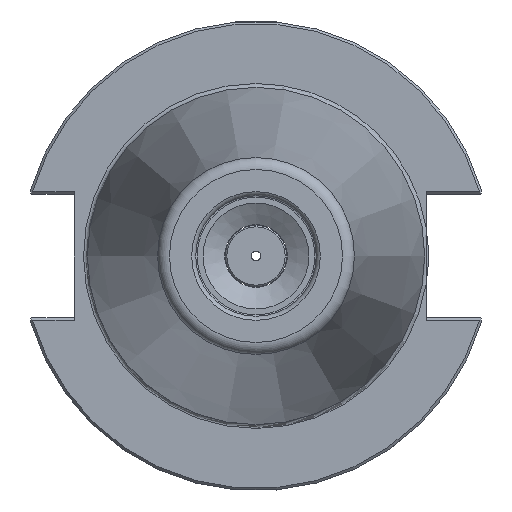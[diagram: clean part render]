
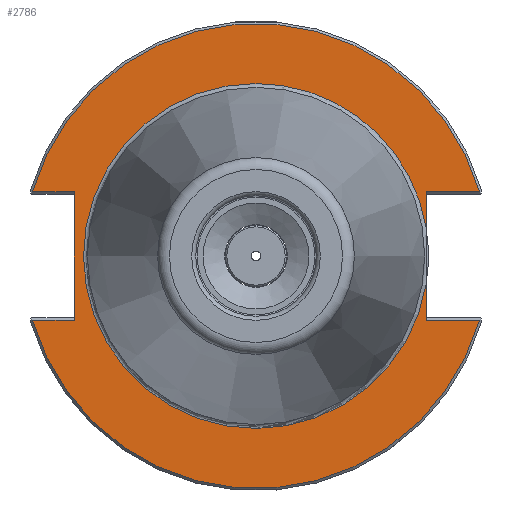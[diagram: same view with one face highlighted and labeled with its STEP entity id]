
A CAD part, left-side view. The second image highlights one B-rep face of the part: STEP entity #2786.
In plain terms, the highlighted planar face has unit normal (-1, 0, 0).
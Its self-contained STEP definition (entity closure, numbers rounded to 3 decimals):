
#196=PLANE('',#3015);
#289=FACE_OUTER_BOUND('',#450,.T.);
#450=EDGE_LOOP('',(#1979,#1980,#1981,#1982,#1983,#1984,#1985,#1986,#1987,
#1988,#1989));
#614=LINE('',#4327,#757);
#618=LINE('',#4335,#761);
#619=LINE('',#4339,#762);
#620=LINE('',#4341,#763);
#621=LINE('',#4343,#764);
#622=LINE('',#4347,#765);
#623=LINE('',#4349,#766);
#757=VECTOR('',#3472,10.);
#761=VECTOR('',#3478,10.);
#762=VECTOR('',#3481,10.);
#763=VECTOR('',#3482,10.);
#764=VECTOR('',#3483,10.);
#765=VECTOR('',#3486,10.);
#766=VECTOR('',#3487,10.);
#941=CIRCLE('',#3016,48.25);
#942=CIRCLE('',#3017,48.25);
#943=CIRCLE('',#3018,35.8);
#944=CIRCLE('',#3019,35.8);
#1159=VERTEX_POINT('',#4322);
#1160=VERTEX_POINT('',#4326);
#1163=VERTEX_POINT('',#4334);
#1164=VERTEX_POINT('',#4336);
#1165=VERTEX_POINT('',#4338);
#1166=VERTEX_POINT('',#4340);
#1167=VERTEX_POINT('',#4342);
#1168=VERTEX_POINT('',#4344);
#1169=VERTEX_POINT('',#4346);
#1170=VERTEX_POINT('',#4348);
#1171=VERTEX_POINT('',#4350);
#1480=EDGE_CURVE('',#1159,#1160,#614,.T.);
#1484=EDGE_CURVE('',#1163,#1160,#618,.T.);
#1485=EDGE_CURVE('',#1164,#1159,#941,.T.);
#1486=EDGE_CURVE('',#1165,#1164,#619,.T.);
#1487=EDGE_CURVE('',#1165,#1166,#620,.T.);
#1488=EDGE_CURVE('',#1167,#1166,#621,.T.);
#1489=EDGE_CURVE('',#1168,#1167,#942,.T.);
#1490=EDGE_CURVE('',#1169,#1168,#622,.T.);
#1491=EDGE_CURVE('',#1169,#1170,#623,.T.);
#1492=EDGE_CURVE('',#1170,#1171,#943,.T.);
#1493=EDGE_CURVE('',#1171,#1163,#944,.T.);
#1979=ORIENTED_EDGE('',*,*,#1484,.T.);
#1980=ORIENTED_EDGE('',*,*,#1480,.F.);
#1981=ORIENTED_EDGE('',*,*,#1485,.F.);
#1982=ORIENTED_EDGE('',*,*,#1486,.F.);
#1983=ORIENTED_EDGE('',*,*,#1487,.T.);
#1984=ORIENTED_EDGE('',*,*,#1488,.F.);
#1985=ORIENTED_EDGE('',*,*,#1489,.F.);
#1986=ORIENTED_EDGE('',*,*,#1490,.F.);
#1987=ORIENTED_EDGE('',*,*,#1491,.T.);
#1988=ORIENTED_EDGE('',*,*,#1492,.T.);
#1989=ORIENTED_EDGE('',*,*,#1493,.T.);
#2786=ADVANCED_FACE('',(#289),#196,.T.);
#3015=AXIS2_PLACEMENT_3D('',#4333,#3476,#3477);
#3016=AXIS2_PLACEMENT_3D('',#4337,#3479,#3480);
#3017=AXIS2_PLACEMENT_3D('',#4345,#3484,#3485);
#3018=AXIS2_PLACEMENT_3D('',#4351,#3488,#3489);
#3019=AXIS2_PLACEMENT_3D('',#4352,#3490,#3491);
#3472=DIRECTION('',(0.,1.,0.));
#3476=DIRECTION('center_axis',(-1.,0.,0.));
#3477=DIRECTION('ref_axis',(0.,0.,1.));
#3478=DIRECTION('',(0.,0.,1.));
#3479=DIRECTION('center_axis',(1.,0.,0.));
#3480=DIRECTION('ref_axis',(0.,0.,-1.));
#3481=DIRECTION('',(0.,1.,0.));
#3482=DIRECTION('',(0.,0.,-1.));
#3483=DIRECTION('',(0.,-1.,0.));
#3484=DIRECTION('center_axis',(1.,0.,0.));
#3485=DIRECTION('ref_axis',(0.,0.,-1.));
#3486=DIRECTION('',(0.,-1.,0.));
#3487=DIRECTION('',(0.,0.,1.));
#3488=DIRECTION('center_axis',(1.,0.,0.));
#3489=DIRECTION('ref_axis',(0.,0.,-1.));
#3490=DIRECTION('center_axis',(1.,0.,0.));
#3491=DIRECTION('ref_axis',(0.,0.,-1.));
#4322=CARTESIAN_POINT('',(3.175,-46.373,13.325));
#4326=CARTESIAN_POINT('',(3.175,-35.3,13.325));
#4327=CARTESIAN_POINT('',(3.175,6.475,13.325));
#4333=CARTESIAN_POINT('Origin',(3.175,48.25,0.));
#4334=CARTESIAN_POINT('',(3.175,-35.3,5.962));
#4335=CARTESIAN_POINT('',(3.175,-35.3,-6.413));
#4336=CARTESIAN_POINT('',(3.175,46.373,13.325));
#4337=CARTESIAN_POINT('Origin',(3.175,0.,0.));
#4338=CARTESIAN_POINT('',(3.175,37.7,13.325));
#4339=CARTESIAN_POINT('',(3.175,61.395,13.325));
#4340=CARTESIAN_POINT('',(3.175,37.7,-13.325));
#4341=CARTESIAN_POINT('',(3.175,37.7,6.413));
#4342=CARTESIAN_POINT('',(3.175,46.373,-13.325));
#4343=CARTESIAN_POINT('',(3.175,42.975,-13.325));
#4344=CARTESIAN_POINT('',(3.175,-46.373,-13.325));
#4345=CARTESIAN_POINT('Origin',(3.175,0.,0.));
#4346=CARTESIAN_POINT('',(3.175,-35.3,-13.325));
#4347=CARTESIAN_POINT('',(3.175,-13.707,-13.325));
#4348=CARTESIAN_POINT('',(3.175,-35.3,-5.962));
#4349=CARTESIAN_POINT('',(3.175,-35.3,-6.413));
#4350=CARTESIAN_POINT('',(3.175,0.,35.8));
#4351=CARTESIAN_POINT('Origin',(3.175,0.,0.));
#4352=CARTESIAN_POINT('Origin',(3.175,0.,0.));
